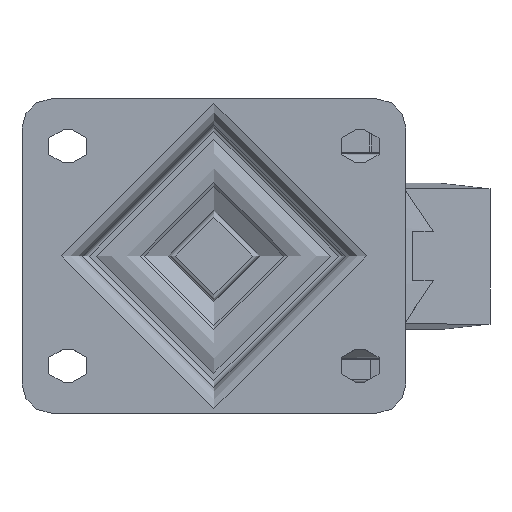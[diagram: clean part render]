
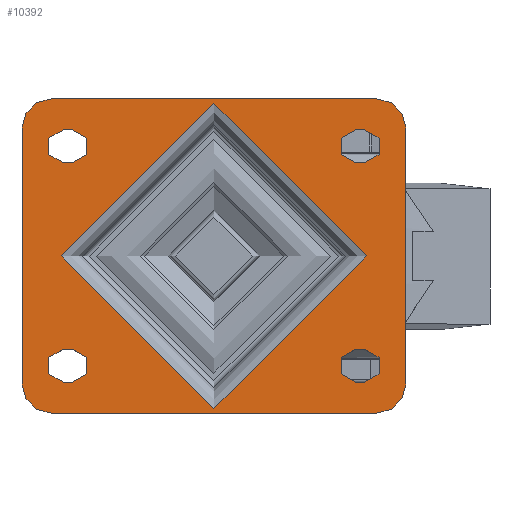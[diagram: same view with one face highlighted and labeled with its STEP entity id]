
A CAD part, top view. The second image highlights one B-rep face of the part: STEP entity #10392.
In plain terms, the highlighted planar face has unit normal (0, 0, 1).
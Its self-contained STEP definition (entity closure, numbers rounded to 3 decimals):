
#960=FACE_BOUND('',#2464,.T.);
#961=FACE_BOUND('',#2465,.T.);
#962=FACE_BOUND('',#2466,.T.);
#963=FACE_BOUND('',#2467,.T.);
#964=FACE_BOUND('',#2468,.T.);
#1099=PLANE('',#11480);
#1775=FACE_OUTER_BOUND('',#2463,.T.);
#2463=EDGE_LOOP('',(#8484,#8485,#8486,#8487,#8488,#8489,#8490,#8491));
#2464=EDGE_LOOP('',(#8492));
#2465=EDGE_LOOP('',(#8493,#8494,#8495,#8496));
#2466=EDGE_LOOP('',(#8497,#8498,#8499,#8500));
#2467=EDGE_LOOP('',(#8501,#8502,#8503,#8504));
#2468=EDGE_LOOP('',(#8505,#8506,#8507,#8508));
#3075=LINE('',#18068,#3719);
#3077=LINE('',#18071,#3721);
#3078=LINE('',#18072,#3722);
#3079=LINE('',#18073,#3723);
#3080=LINE('',#18074,#3724);
#3081=LINE('',#18075,#3725);
#3082=LINE('',#18076,#3726);
#3083=LINE('',#18077,#3727);
#3084=LINE('',#18078,#3728);
#3085=LINE('',#18079,#3729);
#3086=LINE('',#18080,#3730);
#3087=LINE('',#18081,#3731);
#3719=VECTOR('',#13295,1000.);
#3721=VECTOR('',#13299,1000.);
#3722=VECTOR('',#13300,1000.);
#3723=VECTOR('',#13301,1000.);
#3724=VECTOR('',#13302,1000.);
#3725=VECTOR('',#13303,1000.);
#3726=VECTOR('',#13304,1000.);
#3727=VECTOR('',#13305,1000.);
#3728=VECTOR('',#13306,1000.);
#3729=VECTOR('',#13307,1000.);
#3730=VECTOR('',#13308,1000.);
#3731=VECTOR('',#13309,1000.);
#4367=CIRCLE('',#11418,4.5);
#4368=CIRCLE('',#11420,4.5);
#4371=CIRCLE('',#11424,4.5);
#4372=CIRCLE('',#11426,4.5);
#4375=CIRCLE('',#11430,4.5);
#4376=CIRCLE('',#11432,4.5);
#4379=CIRCLE('',#11436,4.5);
#4380=CIRCLE('',#11438,4.5);
#4382=CIRCLE('',#11441,41.75);
#4395=CIRCLE('',#11461,8.);
#4397=CIRCLE('',#11464,8.);
#4399=CIRCLE('',#11467,8.);
#4401=CIRCLE('',#11470,8.);
#5004=VERTEX_POINT('',#17920);
#5005=VERTEX_POINT('',#17922);
#5006=VERTEX_POINT('',#17926);
#5007=VERTEX_POINT('',#17927);
#5012=VERTEX_POINT('',#17938);
#5013=VERTEX_POINT('',#17940);
#5014=VERTEX_POINT('',#17944);
#5015=VERTEX_POINT('',#17945);
#5020=VERTEX_POINT('',#17956);
#5021=VERTEX_POINT('',#17958);
#5022=VERTEX_POINT('',#17962);
#5023=VERTEX_POINT('',#17963);
#5028=VERTEX_POINT('',#17974);
#5029=VERTEX_POINT('',#17976);
#5030=VERTEX_POINT('',#17980);
#5031=VERTEX_POINT('',#17981);
#5034=VERTEX_POINT('',#17989);
#5043=VERTEX_POINT('',#18021);
#5044=VERTEX_POINT('',#18022);
#5047=VERTEX_POINT('',#18030);
#5048=VERTEX_POINT('',#18031);
#5051=VERTEX_POINT('',#18039);
#5052=VERTEX_POINT('',#18040);
#5055=VERTEX_POINT('',#18048);
#5056=VERTEX_POINT('',#18049);
#6211=EDGE_CURVE('',#5005,#5004,#4367,.T.);
#6213=EDGE_CURVE('',#5006,#5007,#4368,.T.);
#6219=EDGE_CURVE('',#5013,#5012,#4371,.T.);
#6221=EDGE_CURVE('',#5014,#5015,#4372,.T.);
#6227=EDGE_CURVE('',#5021,#5020,#4375,.T.);
#6229=EDGE_CURVE('',#5022,#5023,#4376,.T.);
#6235=EDGE_CURVE('',#5029,#5028,#4379,.T.);
#6237=EDGE_CURVE('',#5030,#5031,#4380,.T.);
#6241=EDGE_CURVE('',#5034,#5034,#4382,.T.);
#6257=EDGE_CURVE('',#5043,#5044,#4395,.T.);
#6261=EDGE_CURVE('',#5047,#5048,#4397,.T.);
#6265=EDGE_CURVE('',#5051,#5052,#4399,.T.);
#6269=EDGE_CURVE('',#5055,#5056,#4401,.T.);
#6278=EDGE_CURVE('',#5056,#5043,#3075,.T.);
#6280=EDGE_CURVE('',#5052,#5055,#3077,.T.);
#6281=EDGE_CURVE('',#5048,#5051,#3078,.T.);
#6282=EDGE_CURVE('',#5044,#5047,#3079,.T.);
#6283=EDGE_CURVE('',#5004,#5006,#3080,.T.);
#6284=EDGE_CURVE('',#5007,#5005,#3081,.T.);
#6285=EDGE_CURVE('',#5012,#5014,#3082,.T.);
#6286=EDGE_CURVE('',#5015,#5013,#3083,.T.);
#6287=EDGE_CURVE('',#5020,#5022,#3084,.T.);
#6288=EDGE_CURVE('',#5023,#5021,#3085,.T.);
#6289=EDGE_CURVE('',#5028,#5030,#3086,.T.);
#6290=EDGE_CURVE('',#5031,#5029,#3087,.T.);
#8484=ORIENTED_EDGE('',*,*,#6269,.F.);
#8485=ORIENTED_EDGE('',*,*,#6280,.F.);
#8486=ORIENTED_EDGE('',*,*,#6265,.F.);
#8487=ORIENTED_EDGE('',*,*,#6281,.F.);
#8488=ORIENTED_EDGE('',*,*,#6261,.F.);
#8489=ORIENTED_EDGE('',*,*,#6282,.F.);
#8490=ORIENTED_EDGE('',*,*,#6257,.F.);
#8491=ORIENTED_EDGE('',*,*,#6278,.F.);
#8492=ORIENTED_EDGE('',*,*,#6241,.F.);
#8493=ORIENTED_EDGE('',*,*,#6283,.T.);
#8494=ORIENTED_EDGE('',*,*,#6213,.T.);
#8495=ORIENTED_EDGE('',*,*,#6284,.T.);
#8496=ORIENTED_EDGE('',*,*,#6211,.T.);
#8497=ORIENTED_EDGE('',*,*,#6285,.T.);
#8498=ORIENTED_EDGE('',*,*,#6221,.T.);
#8499=ORIENTED_EDGE('',*,*,#6286,.T.);
#8500=ORIENTED_EDGE('',*,*,#6219,.T.);
#8501=ORIENTED_EDGE('',*,*,#6287,.T.);
#8502=ORIENTED_EDGE('',*,*,#6229,.T.);
#8503=ORIENTED_EDGE('',*,*,#6288,.T.);
#8504=ORIENTED_EDGE('',*,*,#6227,.T.);
#8505=ORIENTED_EDGE('',*,*,#6289,.T.);
#8506=ORIENTED_EDGE('',*,*,#6237,.T.);
#8507=ORIENTED_EDGE('',*,*,#6290,.T.);
#8508=ORIENTED_EDGE('',*,*,#6235,.T.);
#10392=ADVANCED_FACE('',(#1775,#960,#961,#962,#963,#964),#1099,.T.);
#11418=AXIS2_PLACEMENT_3D('',#17923,#13144,#13145);
#11420=AXIS2_PLACEMENT_3D('',#17928,#13149,#13150);
#11424=AXIS2_PLACEMENT_3D('',#17941,#13160,#13161);
#11426=AXIS2_PLACEMENT_3D('',#17946,#13165,#13166);
#11430=AXIS2_PLACEMENT_3D('',#17959,#13176,#13177);
#11432=AXIS2_PLACEMENT_3D('',#17964,#13181,#13182);
#11436=AXIS2_PLACEMENT_3D('',#17977,#13192,#13193);
#11438=AXIS2_PLACEMENT_3D('',#17982,#13197,#13198);
#11441=AXIS2_PLACEMENT_3D('',#17990,#13205,#13206);
#11461=AXIS2_PLACEMENT_3D('',#18023,#13248,#13249);
#11464=AXIS2_PLACEMENT_3D('',#18032,#13256,#13257);
#11467=AXIS2_PLACEMENT_3D('',#18041,#13264,#13265);
#11470=AXIS2_PLACEMENT_3D('',#18050,#13272,#13273);
#11480=AXIS2_PLACEMENT_3D('',#18070,#13297,#13298);
#13144=DIRECTION('center_axis',(0.,0.,-1.));
#13145=DIRECTION('ref_axis',(-1.,0.,0.));
#13149=DIRECTION('center_axis',(0.,0.,-1.));
#13150=DIRECTION('ref_axis',(-1.,0.,0.));
#13160=DIRECTION('center_axis',(0.,0.,-1.));
#13161=DIRECTION('ref_axis',(-1.,0.,0.));
#13165=DIRECTION('center_axis',(0.,0.,-1.));
#13166=DIRECTION('ref_axis',(-1.,0.,0.));
#13176=DIRECTION('center_axis',(0.,0.,-1.));
#13177=DIRECTION('ref_axis',(1.,0.,0.));
#13181=DIRECTION('center_axis',(0.,0.,-1.));
#13182=DIRECTION('ref_axis',(1.,0.,0.));
#13192=DIRECTION('center_axis',(0.,0.,-1.));
#13193=DIRECTION('ref_axis',(1.,0.,0.));
#13197=DIRECTION('center_axis',(0.,0.,-1.));
#13198=DIRECTION('ref_axis',(1.,0.,0.));
#13205=DIRECTION('center_axis',(0.,0.,1.));
#13206=DIRECTION('ref_axis',(1.,0.,0.));
#13248=DIRECTION('center_axis',(0.,0.,-1.));
#13249=DIRECTION('ref_axis',(-0.707,0.707,0.));
#13256=DIRECTION('center_axis',(0.,0.,-1.));
#13257=DIRECTION('ref_axis',(0.707,0.707,0.));
#13264=DIRECTION('center_axis',(0.,0.,-1.));
#13265=DIRECTION('ref_axis',(0.707,-0.707,0.));
#13272=DIRECTION('center_axis',(0.,0.,-1.));
#13273=DIRECTION('ref_axis',(-0.707,-0.707,0.));
#13295=DIRECTION('',(0.,1.,0.));
#13297=DIRECTION('center_axis',(0.,0.,1.));
#13298=DIRECTION('ref_axis',(1.,0.,0.));
#13299=DIRECTION('',(-1.,0.,0.));
#13300=DIRECTION('',(0.,-1.,0.));
#13301=DIRECTION('',(1.,0.,0.));
#13302=DIRECTION('',(-1.,0.,0.));
#13303=DIRECTION('',(1.,0.,0.));
#13304=DIRECTION('',(-1.,0.,0.));
#13305=DIRECTION('',(1.,0.,0.));
#13306=DIRECTION('',(1.,0.,0.));
#13307=DIRECTION('',(-1.,0.,0.));
#13308=DIRECTION('',(1.,0.,0.));
#13309=DIRECTION('',(-1.,0.,0.));
#17920=CARTESIAN_POINT('',(41.25,-34.5,0.));
#17922=CARTESIAN_POINT('',(41.25,-25.5,0.));
#17923=CARTESIAN_POINT('Origin',(41.25,-30.,0.));
#17926=CARTESIAN_POINT('',(38.75,-34.5,0.));
#17927=CARTESIAN_POINT('',(38.75,-25.5,0.));
#17928=CARTESIAN_POINT('Origin',(38.75,-30.,0.));
#17938=CARTESIAN_POINT('',(41.25,25.5,0.));
#17940=CARTESIAN_POINT('',(41.25,34.5,0.));
#17941=CARTESIAN_POINT('Origin',(41.25,30.,0.));
#17944=CARTESIAN_POINT('',(38.75,25.5,0.));
#17945=CARTESIAN_POINT('',(38.75,34.5,0.));
#17946=CARTESIAN_POINT('Origin',(38.75,30.,0.));
#17956=CARTESIAN_POINT('',(-41.25,-25.5,0.));
#17958=CARTESIAN_POINT('',(-41.25,-34.5,0.));
#17959=CARTESIAN_POINT('Origin',(-41.25,-30.,0.));
#17962=CARTESIAN_POINT('',(-38.75,-25.5,0.));
#17963=CARTESIAN_POINT('',(-38.75,-34.5,0.));
#17964=CARTESIAN_POINT('Origin',(-38.75,-30.,0.));
#17974=CARTESIAN_POINT('',(-41.25,34.5,0.));
#17976=CARTESIAN_POINT('',(-41.25,25.5,0.));
#17977=CARTESIAN_POINT('Origin',(-41.25,30.,0.));
#17980=CARTESIAN_POINT('',(-38.75,34.5,0.));
#17981=CARTESIAN_POINT('',(-38.75,25.5,0.));
#17982=CARTESIAN_POINT('Origin',(-38.75,30.,0.));
#17989=CARTESIAN_POINT('',(41.75,0.,0.));
#17990=CARTESIAN_POINT('Origin',(0.,0.,0.));
#18021=CARTESIAN_POINT('',(-52.5,35.,0.));
#18022=CARTESIAN_POINT('',(-44.5,43.,0.));
#18023=CARTESIAN_POINT('Origin',(-44.5,35.,0.));
#18030=CARTESIAN_POINT('',(44.5,43.,0.));
#18031=CARTESIAN_POINT('',(52.5,35.,0.));
#18032=CARTESIAN_POINT('Origin',(44.5,35.,0.));
#18039=CARTESIAN_POINT('',(52.5,-35.,0.));
#18040=CARTESIAN_POINT('',(44.5,-43.,0.));
#18041=CARTESIAN_POINT('Origin',(44.5,-35.,0.));
#18048=CARTESIAN_POINT('',(-44.5,-43.,0.));
#18049=CARTESIAN_POINT('',(-52.5,-35.,0.));
#18050=CARTESIAN_POINT('Origin',(-44.5,-35.,0.));
#18068=CARTESIAN_POINT('',(-52.5,-43.,0.));
#18070=CARTESIAN_POINT('Origin',(0.,0.,0.));
#18071=CARTESIAN_POINT('',(52.5,-43.,0.));
#18072=CARTESIAN_POINT('',(52.5,43.,0.));
#18073=CARTESIAN_POINT('',(-52.5,43.,0.));
#18074=CARTESIAN_POINT('',(41.25,-34.5,0.));
#18075=CARTESIAN_POINT('',(41.25,-25.5,0.));
#18076=CARTESIAN_POINT('',(41.25,25.5,0.));
#18077=CARTESIAN_POINT('',(41.25,34.5,0.));
#18078=CARTESIAN_POINT('',(-41.25,-25.5,0.));
#18079=CARTESIAN_POINT('',(-41.25,-34.5,0.));
#18080=CARTESIAN_POINT('',(-41.25,34.5,0.));
#18081=CARTESIAN_POINT('',(-41.25,25.5,0.));
